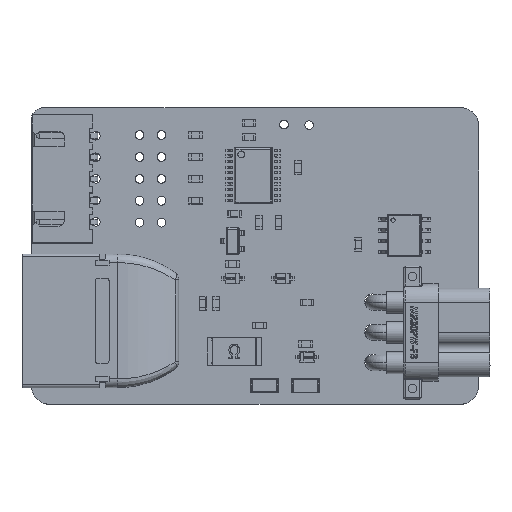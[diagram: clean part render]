
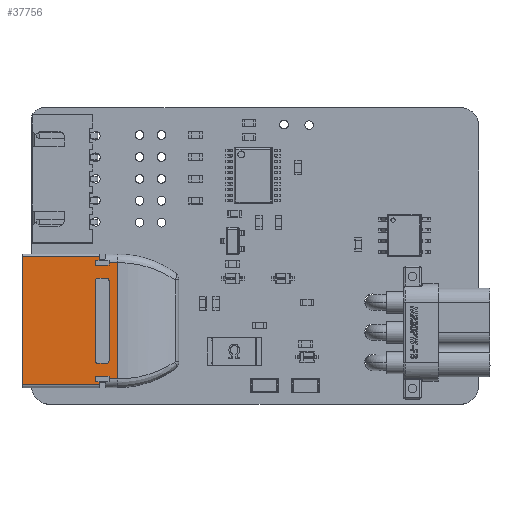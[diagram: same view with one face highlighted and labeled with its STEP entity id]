
A CAD part, top view. The second image highlights one B-rep face of the part: STEP entity #37756.
In plain terms, the highlighted face is planar.
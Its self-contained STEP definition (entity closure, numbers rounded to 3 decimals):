
#37756 = ADVANCED_FACE('',(#37757,#37887),#37957,.T.);
#37757 = FACE_BOUND('',#37758,.T.);
#37758 = EDGE_LOOP('',(#37759,#37769,#37777,#37785,#37793,#37801,#37809,
    #37817,#37825,#37833,#37841,#37849,#37857,#37865,#37873,#37881));
#37759 = ORIENTED_EDGE('',*,*,#37760,.T.);
#37760 = EDGE_CURVE('',#37761,#37763,#37765,.T.);
#37761 = VERTEX_POINT('',#37762);
#37762 = CARTESIAN_POINT('',(-6.45,4.2,10.1));
#37763 = VERTEX_POINT('',#37764);
#37764 = CARTESIAN_POINT('',(-6.75,4.2,10.1));
#37765 = LINE('',#37766,#37767);
#37766 = CARTESIAN_POINT('',(-7.05,4.2,10.1));
#37767 = VECTOR('',#37768,1.);
#37768 = DIRECTION('',(-1.,-0.,-0.));
#37769 = ORIENTED_EDGE('',*,*,#37770,.T.);
#37770 = EDGE_CURVE('',#37763,#37771,#37773,.T.);
#37771 = VERTEX_POINT('',#37772);
#37772 = CARTESIAN_POINT('',(-6.75,4.2,11.1));
#37773 = LINE('',#37774,#37775);
#37774 = CARTESIAN_POINT('',(-6.75,4.2,11.1));
#37775 = VECTOR('',#37776,1.);
#37776 = DIRECTION('',(0.,-0.,1.));
#37777 = ORIENTED_EDGE('',*,*,#37778,.T.);
#37778 = EDGE_CURVE('',#37771,#37779,#37781,.T.);
#37779 = VERTEX_POINT('',#37780);
#37780 = CARTESIAN_POINT('',(6.75,4.2,11.1));
#37781 = LINE('',#37782,#37783);
#37782 = CARTESIAN_POINT('',(-7.75,4.2,11.1));
#37783 = VECTOR('',#37784,1.);
#37784 = DIRECTION('',(1.,-0.,-0.));
#37785 = ORIENTED_EDGE('',*,*,#37786,.T.);
#37786 = EDGE_CURVE('',#37779,#37787,#37789,.T.);
#37787 = VERTEX_POINT('',#37788);
#37788 = CARTESIAN_POINT('',(6.75,4.2,10.1));
#37789 = LINE('',#37790,#37791);
#37790 = CARTESIAN_POINT('',(6.75,4.2,11.1));
#37791 = VECTOR('',#37792,1.);
#37792 = DIRECTION('',(-0.,0.,-1.));
#37793 = ORIENTED_EDGE('',*,*,#37794,.T.);
#37794 = EDGE_CURVE('',#37787,#37795,#37797,.T.);
#37795 = VERTEX_POINT('',#37796);
#37796 = CARTESIAN_POINT('',(6.45,4.2,10.1));
#37797 = LINE('',#37798,#37799);
#37798 = CARTESIAN_POINT('',(7.05,4.2,10.1));
#37799 = VECTOR('',#37800,1.);
#37800 = DIRECTION('',(-1.,0.,0.));
#37801 = ORIENTED_EDGE('',*,*,#37802,.T.);
#37802 = EDGE_CURVE('',#37795,#37803,#37805,.T.);
#37803 = VERTEX_POINT('',#37804);
#37804 = CARTESIAN_POINT('',(6.45,4.2,8.5));
#37805 = LINE('',#37806,#37807);
#37806 = CARTESIAN_POINT('',(6.45,4.2,8.5));
#37807 = VECTOR('',#37808,1.);
#37808 = DIRECTION('',(0.,-0.,-1.));
#37809 = ORIENTED_EDGE('',*,*,#37810,.T.);
#37810 = EDGE_CURVE('',#37803,#37811,#37813,.T.);
#37811 = VERTEX_POINT('',#37812);
#37812 = CARTESIAN_POINT('',(7.05,4.2,8.5));
#37813 = LINE('',#37814,#37815);
#37814 = CARTESIAN_POINT('',(7.05,4.2,8.5));
#37815 = VECTOR('',#37816,1.);
#37816 = DIRECTION('',(1.,-0.,-0.));
#37817 = ORIENTED_EDGE('',*,*,#37818,.T.);
#37818 = EDGE_CURVE('',#37811,#37819,#37821,.T.);
#37819 = VERTEX_POINT('',#37820);
#37820 = CARTESIAN_POINT('',(7.05,4.2,8.95));
#37821 = LINE('',#37822,#37823);
#37822 = CARTESIAN_POINT('',(7.05,4.2,8.5));
#37823 = VECTOR('',#37824,1.);
#37824 = DIRECTION('',(0.,0.,1.));
#37825 = ORIENTED_EDGE('',*,*,#37826,.F.);
#37826 = EDGE_CURVE('',#37827,#37819,#37829,.T.);
#37827 = VERTEX_POINT('',#37828);
#37828 = CARTESIAN_POINT('',(7.45,4.2,8.95));
#37829 = LINE('',#37830,#37831);
#37830 = CARTESIAN_POINT('',(0.,4.2,8.95));
#37831 = VECTOR('',#37832,1.);
#37832 = DIRECTION('',(-1.,0.,0.));
#37833 = ORIENTED_EDGE('',*,*,#37834,.T.);
#37834 = EDGE_CURVE('',#37827,#37835,#37837,.T.);
#37835 = VERTEX_POINT('',#37836);
#37836 = CARTESIAN_POINT('',(7.45,4.2,0.));
#37837 = LINE('',#37838,#37839);
#37838 = CARTESIAN_POINT('',(7.45,4.2,11.1));
#37839 = VECTOR('',#37840,1.);
#37840 = DIRECTION('',(-0.,0.,-1.));
#37841 = ORIENTED_EDGE('',*,*,#37842,.F.);
#37842 = EDGE_CURVE('',#37843,#37835,#37845,.T.);
#37843 = VERTEX_POINT('',#37844);
#37844 = CARTESIAN_POINT('',(-7.45,4.2,0.));
#37845 = LINE('',#37846,#37847);
#37846 = CARTESIAN_POINT('',(-0.,4.2,0.));
#37847 = VECTOR('',#37848,1.);
#37848 = DIRECTION('',(1.,0.,0.));
#37849 = ORIENTED_EDGE('',*,*,#37850,.T.);
#37850 = EDGE_CURVE('',#37843,#37851,#37853,.T.);
#37851 = VERTEX_POINT('',#37852);
#37852 = CARTESIAN_POINT('',(-7.45,4.2,8.95));
#37853 = LINE('',#37854,#37855);
#37854 = CARTESIAN_POINT('',(-7.45,4.2,8.95));
#37855 = VECTOR('',#37856,1.);
#37856 = DIRECTION('',(0.,-0.,1.));
#37857 = ORIENTED_EDGE('',*,*,#37858,.F.);
#37858 = EDGE_CURVE('',#37859,#37851,#37861,.T.);
#37859 = VERTEX_POINT('',#37860);
#37860 = CARTESIAN_POINT('',(-7.05,4.2,8.95));
#37861 = LINE('',#37862,#37863);
#37862 = CARTESIAN_POINT('',(-8.45,4.2,8.95));
#37863 = VECTOR('',#37864,1.);
#37864 = DIRECTION('',(-1.,-0.,-0.));
#37865 = ORIENTED_EDGE('',*,*,#37866,.T.);
#37866 = EDGE_CURVE('',#37859,#37867,#37869,.T.);
#37867 = VERTEX_POINT('',#37868);
#37868 = CARTESIAN_POINT('',(-7.05,4.2,8.5));
#37869 = LINE('',#37870,#37871);
#37870 = CARTESIAN_POINT('',(-7.05,4.2,8.5));
#37871 = VECTOR('',#37872,1.);
#37872 = DIRECTION('',(0.,-0.,-1.));
#37873 = ORIENTED_EDGE('',*,*,#37874,.T.);
#37874 = EDGE_CURVE('',#37867,#37875,#37877,.T.);
#37875 = VERTEX_POINT('',#37876);
#37876 = CARTESIAN_POINT('',(-6.45,4.2,8.5));
#37877 = LINE('',#37878,#37879);
#37878 = CARTESIAN_POINT('',(-7.05,4.2,8.5));
#37879 = VECTOR('',#37880,1.);
#37880 = DIRECTION('',(1.,0.,0.));
#37881 = ORIENTED_EDGE('',*,*,#37882,.T.);
#37882 = EDGE_CURVE('',#37875,#37761,#37883,.T.);
#37883 = LINE('',#37884,#37885);
#37884 = CARTESIAN_POINT('',(-6.45,4.2,8.5));
#37885 = VECTOR('',#37886,1.);
#37886 = DIRECTION('',(0.,0.,1.));
#37887 = FACE_BOUND('',#37888,.T.);
#37888 = EDGE_LOOP('',(#37889,#37899,#37908,#37916,#37925,#37933,#37942,
    #37950));
#37889 = ORIENTED_EDGE('',*,*,#37890,.F.);
#37890 = EDGE_CURVE('',#37891,#37893,#37895,.T.);
#37891 = VERTEX_POINT('',#37892);
#37892 = CARTESIAN_POINT('',(-4.95,4.2,8.8));
#37893 = VERTEX_POINT('',#37894);
#37894 = CARTESIAN_POINT('',(-4.95,4.2,9.8));
#37895 = LINE('',#37896,#37897);
#37896 = CARTESIAN_POINT('',(-4.95,4.2,8.5));
#37897 = VECTOR('',#37898,1.);
#37898 = DIRECTION('',(0.,0.,1.));
#37899 = ORIENTED_EDGE('',*,*,#37900,.T.);
#37900 = EDGE_CURVE('',#37891,#37901,#37903,.T.);
#37901 = VERTEX_POINT('',#37902);
#37902 = CARTESIAN_POINT('',(-4.65,4.2,8.5));
#37903 = CIRCLE('',#37904,0.3);
#37904 = AXIS2_PLACEMENT_3D('',#37905,#37906,#37907);
#37905 = CARTESIAN_POINT('',(-4.65,4.2,8.8));
#37906 = DIRECTION('',(0.,-1.,0.));
#37907 = DIRECTION('',(0.,0.,1.));
#37908 = ORIENTED_EDGE('',*,*,#37909,.F.);
#37909 = EDGE_CURVE('',#37910,#37901,#37912,.T.);
#37910 = VERTEX_POINT('',#37911);
#37911 = CARTESIAN_POINT('',(4.65,4.2,8.5));
#37912 = LINE('',#37913,#37914);
#37913 = CARTESIAN_POINT('',(-4.95,4.2,8.5));
#37914 = VECTOR('',#37915,1.);
#37915 = DIRECTION('',(-1.,-0.,-0.));
#37916 = ORIENTED_EDGE('',*,*,#37917,.T.);
#37917 = EDGE_CURVE('',#37910,#37918,#37920,.T.);
#37918 = VERTEX_POINT('',#37919);
#37919 = CARTESIAN_POINT('',(4.95,4.2,8.8));
#37920 = CIRCLE('',#37921,0.3);
#37921 = AXIS2_PLACEMENT_3D('',#37922,#37923,#37924);
#37922 = CARTESIAN_POINT('',(4.65,4.2,8.8));
#37923 = DIRECTION('',(0.,-1.,0.));
#37924 = DIRECTION('',(0.,0.,1.));
#37925 = ORIENTED_EDGE('',*,*,#37926,.F.);
#37926 = EDGE_CURVE('',#37927,#37918,#37929,.T.);
#37927 = VERTEX_POINT('',#37928);
#37928 = CARTESIAN_POINT('',(4.95,4.2,9.8));
#37929 = LINE('',#37930,#37931);
#37930 = CARTESIAN_POINT('',(4.95,4.2,8.5));
#37931 = VECTOR('',#37932,1.);
#37932 = DIRECTION('',(-0.,-0.,-1.));
#37933 = ORIENTED_EDGE('',*,*,#37934,.T.);
#37934 = EDGE_CURVE('',#37927,#37935,#37937,.T.);
#37935 = VERTEX_POINT('',#37936);
#37936 = CARTESIAN_POINT('',(4.65,4.2,10.1));
#37937 = CIRCLE('',#37938,0.3);
#37938 = AXIS2_PLACEMENT_3D('',#37939,#37940,#37941);
#37939 = CARTESIAN_POINT('',(4.65,4.2,9.8));
#37940 = DIRECTION('',(-0.,-1.,0.));
#37941 = DIRECTION('',(0.,0.,1.));
#37942 = ORIENTED_EDGE('',*,*,#37943,.F.);
#37943 = EDGE_CURVE('',#37944,#37935,#37946,.T.);
#37944 = VERTEX_POINT('',#37945);
#37945 = CARTESIAN_POINT('',(-4.65,4.2,10.1));
#37946 = LINE('',#37947,#37948);
#37947 = CARTESIAN_POINT('',(-4.95,4.2,10.1));
#37948 = VECTOR('',#37949,1.);
#37949 = DIRECTION('',(1.,0.,0.));
#37950 = ORIENTED_EDGE('',*,*,#37951,.T.);
#37951 = EDGE_CURVE('',#37944,#37893,#37952,.T.);
#37952 = CIRCLE('',#37953,0.3);
#37953 = AXIS2_PLACEMENT_3D('',#37954,#37955,#37956);
#37954 = CARTESIAN_POINT('',(-4.65,4.2,9.8));
#37955 = DIRECTION('',(0.,-1.,0.));
#37956 = DIRECTION('',(0.,0.,1.));
#37957 = PLANE('',#37958);
#37958 = AXIS2_PLACEMENT_3D('',#37959,#37960,#37961);
#37959 = CARTESIAN_POINT('',(0.,4.2,11.1));
#37960 = DIRECTION('',(0.,1.,0.));
#37961 = DIRECTION('',(0.,-0.,1.));
